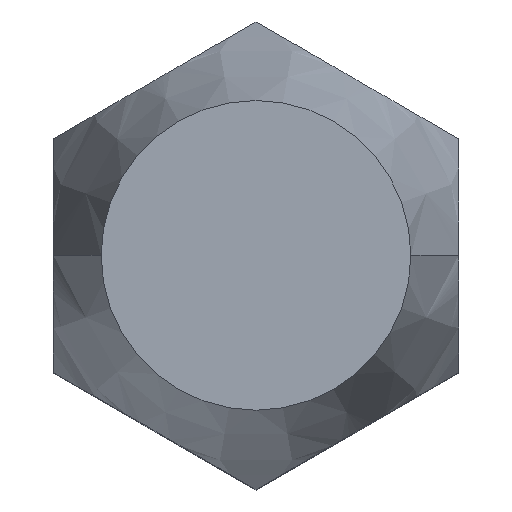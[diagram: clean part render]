
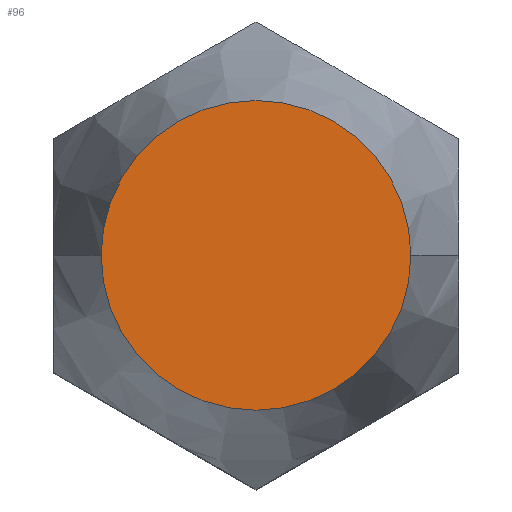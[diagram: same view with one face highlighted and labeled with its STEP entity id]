
A CAD part, top view. The second image highlights one B-rep face of the part: STEP entity #96.
In plain terms, the highlighted planar face has unit normal (0, 0, 1).
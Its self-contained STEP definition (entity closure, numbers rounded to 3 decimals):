
#15 = AXIS2_PLACEMENT_3D ( 'NONE', #794, #326, #201 ) ;
#96 = ADVANCED_FACE ( 'NONE', ( #586 ), #463, .T. ) ;
#121 = EDGE_CURVE ( 'NONE', #791, #396, #608, .T. ) ;
#201 = DIRECTION ( 'NONE',  ( 1., 0., 0. ) ) ;
#205 = DIRECTION ( 'NONE',  ( 1., 0., 0. ) ) ;
#209 = EDGE_CURVE ( 'NONE', #396, #791, #248, .T. ) ;
#239 = EDGE_LOOP ( 'NONE', ( #579, #344 ) ) ;
#248 = CIRCLE ( 'NONE', #661, 6.5 ) ;
#291 = CARTESIAN_POINT ( 'NONE',  ( 0., 0., 20. ) ) ;
#321 = CARTESIAN_POINT ( 'NONE',  ( 6.5, 0., 20. ) ) ;
#326 = DIRECTION ( 'NONE',  ( 0., 0., 1. ) ) ;
#344 = ORIENTED_EDGE ( 'NONE', *, *, #121, .T. ) ;
#349 = DIRECTION ( 'NONE',  ( 0., 0., 1. ) ) ;
#396 = VERTEX_POINT ( 'NONE', #657 ) ;
#463 = PLANE ( 'NONE',  #15 ) ;
#559 = AXIS2_PLACEMENT_3D ( 'NONE', #596, #788, #205 ) ;
#579 = ORIENTED_EDGE ( 'NONE', *, *, #209, .T. ) ;
#586 = FACE_OUTER_BOUND ( 'NONE', #239, .T. ) ;
#596 = CARTESIAN_POINT ( 'NONE',  ( 0., 0., 20. ) ) ;
#608 = CIRCLE ( 'NONE', #559, 6.5 ) ;
#657 = CARTESIAN_POINT ( 'NONE',  ( -6.5, 0., 20. ) ) ;
#661 = AXIS2_PLACEMENT_3D ( 'NONE', #291, #349, #804 ) ;
#788 = DIRECTION ( 'NONE',  ( 0., 0., 1. ) ) ;
#791 = VERTEX_POINT ( 'NONE', #321 ) ;
#794 = CARTESIAN_POINT ( 'NONE',  ( 0., 0., 20. ) ) ;
#804 = DIRECTION ( 'NONE',  ( 1., 0., 0. ) ) ;
